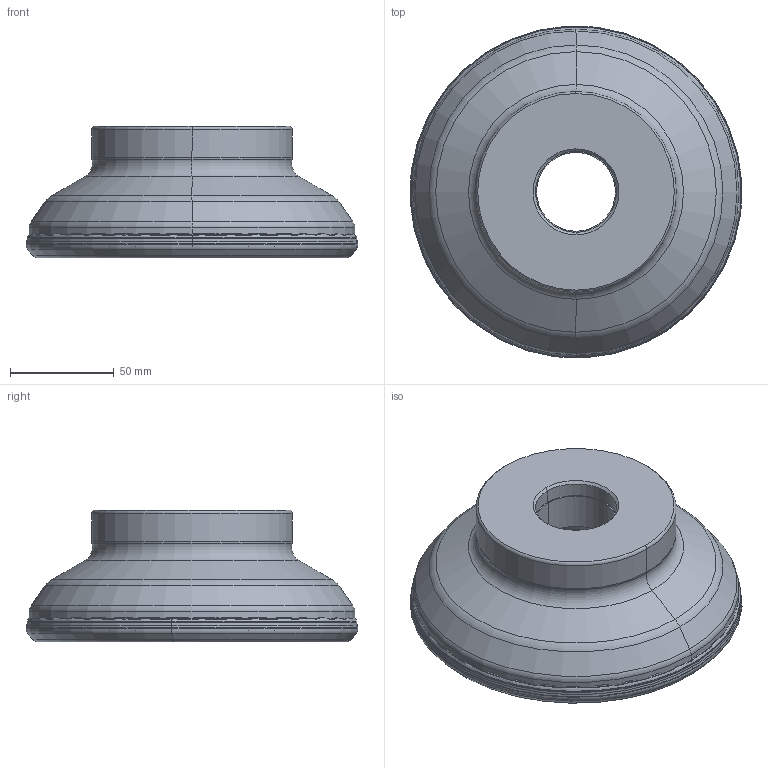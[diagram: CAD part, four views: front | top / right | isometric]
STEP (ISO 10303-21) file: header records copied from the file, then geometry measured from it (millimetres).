
FILE_DESCRIPTION(/* description */ (''),/* implementation_level */ '2;1');
FILE_NAME(/* name */ 'AHX440SUR0614EA_IR0_125.stp',/* time_stamp */ '2023-03-10T09:59:53+09:00',/* author */ (''),/* organization */ (''),/* preprocessor_version */ 'ST-DEVELOPER v16',/* originating_system */ 'SIEMENS PLM Software NX 10.0',/* authorisation */ '');
FILE_SCHEMA (('AUTOMOTIVE_DESIGN { 1 0 10303 214 3 1 1 1 }'));
Length unit declared in the file: millimetre
Products named in the file (1): AHX440SUR0614EA_IR0_125_ASM
Bounding box: 160.2 x 160.2 x 63.5 mm (x, y, z)
Volume: 718585.2 mm3; surface area: 82289.6 mm2
Topology: 2 solids, 2 shells, 165 faces, 385 edges, 275 vertices
Faces by surface type: torus 90, cone 26, bspline 22, cylinder 14, revolution 8, plane 5
Entity records: 5753 total; most frequent: CARTESIAN_POINT 1703, DIRECTION 987, ORIENTED_EDGE 672, AXIS2_PLACEMENT_3D 469, EDGE_CURVE 336, CIRCLE 326, VERTEX_POINT 176, EDGE_LOOP 170
